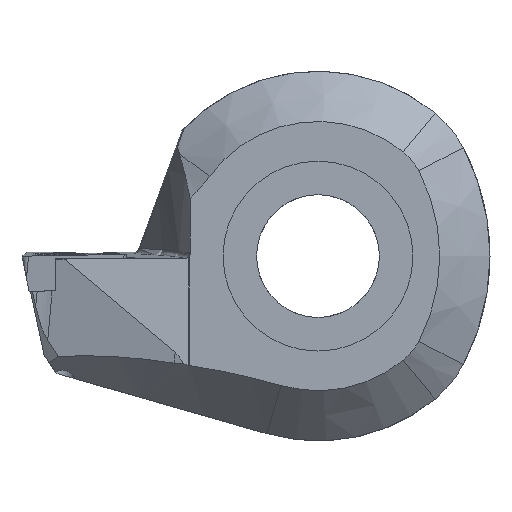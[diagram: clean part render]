
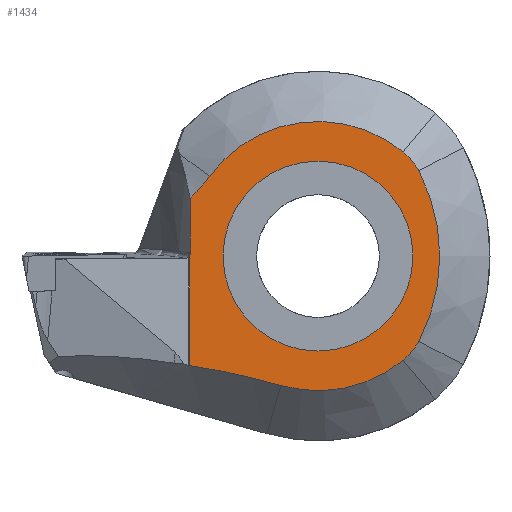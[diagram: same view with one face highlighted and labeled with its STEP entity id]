
A CAD part, left-side view. The second image highlights one B-rep face of the part: STEP entity #1434.
In plain terms, the highlighted planar face has unit normal (-1, 0, 0).
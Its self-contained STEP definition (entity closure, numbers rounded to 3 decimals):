
#57=FACE_BOUND('',#208,.T.);
#64=PLANE('',#1597);
#123=FACE_OUTER_BOUND('',#207,.T.);
#207=EDGE_LOOP('',(#973,#974,#975,#976,#977,#978,#979,#980,#981,#982));
#208=EDGE_LOOP('',(#983));
#298=ELLIPSE('',#1600,859.626,30.001);
#299=ELLIPSE('',#1601,0.51,0.5);
#320=CIRCLE('',#1598,12.05);
#321=CIRCLE('',#1599,14.5);
#322=CIRCLE('',#1602,64.5);
#323=CIRCLE('',#1603,12.05);
#324=CIRCLE('',#1604,5.5);
#325=CIRCLE('',#1605,16.4);
#326=CIRCLE('',#1606,5.5);
#327=CIRCLE('',#1607,8.5);
#386=LINE('',#2257,#494);
#494=VECTOR('',#1786,1000.);
#606=VERTEX_POINT('',#2248);
#608=VERTEX_POINT('',#2256);
#610=VERTEX_POINT('',#2267);
#611=VERTEX_POINT('',#2268);
#612=VERTEX_POINT('',#2270);
#613=VERTEX_POINT('',#2272);
#614=VERTEX_POINT('',#2275);
#615=VERTEX_POINT('',#2277);
#616=VERTEX_POINT('',#2279);
#617=VERTEX_POINT('',#2281);
#618=VERTEX_POINT('',#2284);
#750=EDGE_CURVE('',#606,#608,#386,.T.);
#753=EDGE_CURVE('',#610,#611,#320,.T.);
#754=EDGE_CURVE('',#611,#612,#321,.T.);
#755=EDGE_CURVE('',#613,#612,#298,.T.);
#756=EDGE_CURVE('',#613,#608,#299,.T.);
#757=EDGE_CURVE('',#614,#606,#322,.T.);
#758=EDGE_CURVE('',#615,#614,#323,.T.);
#759=EDGE_CURVE('',#616,#615,#324,.T.);
#760=EDGE_CURVE('',#616,#617,#325,.T.);
#761=EDGE_CURVE('',#617,#610,#326,.T.);
#762=EDGE_CURVE('',#618,#618,#327,.T.);
#973=ORIENTED_EDGE('',*,*,#753,.T.);
#974=ORIENTED_EDGE('',*,*,#754,.T.);
#975=ORIENTED_EDGE('',*,*,#755,.F.);
#976=ORIENTED_EDGE('',*,*,#756,.T.);
#977=ORIENTED_EDGE('',*,*,#750,.F.);
#978=ORIENTED_EDGE('',*,*,#757,.F.);
#979=ORIENTED_EDGE('',*,*,#758,.F.);
#980=ORIENTED_EDGE('',*,*,#759,.F.);
#981=ORIENTED_EDGE('',*,*,#760,.T.);
#982=ORIENTED_EDGE('',*,*,#761,.T.);
#983=ORIENTED_EDGE('',*,*,#762,.T.);
#1434=ADVANCED_FACE('',(#123,#57),#64,.F.);
#1597=AXIS2_PLACEMENT_3D('',#2266,#1788,#1789);
#1598=AXIS2_PLACEMENT_3D('',#2269,#1790,#1791);
#1599=AXIS2_PLACEMENT_3D('',#2271,#1792,#1793);
#1600=AXIS2_PLACEMENT_3D('',#2273,#1794,#1795);
#1601=AXIS2_PLACEMENT_3D('',#2274,#1796,#1797);
#1602=AXIS2_PLACEMENT_3D('',#2276,#1798,#1799);
#1603=AXIS2_PLACEMENT_3D('',#2278,#1800,#1801);
#1604=AXIS2_PLACEMENT_3D('',#2280,#1802,#1803);
#1605=AXIS2_PLACEMENT_3D('',#2282,#1804,#1805);
#1606=AXIS2_PLACEMENT_3D('',#2283,#1806,#1807);
#1607=AXIS2_PLACEMENT_3D('',#2285,#1808,#1809);
#1786=DIRECTION('',(0.,0.,1.));
#1788=DIRECTION('center_axis',(1.,0.,0.));
#1789=DIRECTION('ref_axis',(0.,1.,0.));
#1790=DIRECTION('center_axis',(-1.,0.,0.));
#1791=DIRECTION('ref_axis',(0.,1.,0.));
#1792=DIRECTION('center_axis',(1.,0.,0.));
#1793=DIRECTION('ref_axis',(0.,1.,0.));
#1794=DIRECTION('center_axis',(-1.,0.,0.));
#1795=DIRECTION('ref_axis',(0.,0.,-1.));
#1796=DIRECTION('center_axis',(1.,0.,0.));
#1797=DIRECTION('ref_axis',(0.,0.985,0.173));
#1798=DIRECTION('center_axis',(-1.,0.,0.));
#1799=DIRECTION('ref_axis',(0.,1.,0.));
#1800=DIRECTION('center_axis',(1.,0.,0.));
#1801=DIRECTION('ref_axis',(0.,1.,0.));
#1802=DIRECTION('center_axis',(1.,0.,0.));
#1803=DIRECTION('ref_axis',(0.,1.,0.));
#1804=DIRECTION('center_axis',(-1.,0.,0.));
#1805=DIRECTION('ref_axis',(0.,1.,0.));
#1806=DIRECTION('center_axis',(-1.,0.,0.));
#1807=DIRECTION('ref_axis',(0.,1.,0.));
#1808=DIRECTION('center_axis',(1.,0.,0.));
#1809=DIRECTION('ref_axis',(0.,1.,0.));
#2248=CARTESIAN_POINT('',(-10.,11.5,-9.803));
#2256=CARTESIAN_POINT('',(-10.,11.5,0.029));
#2257=CARTESIAN_POINT('',(-10.,11.5,-16.55));
#2266=CARTESIAN_POINT('Origin',(-10.,11.5,-16.55));
#2267=CARTESIAN_POINT('',(-10.,-7.636,9.322));
#2268=CARTESIAN_POINT('',(-10.,9.702,7.147));
#2269=CARTESIAN_POINT('Origin',(-10.,0.,0.));
#2270=CARTESIAN_POINT('',(-10.,11.451,5.176));
#2271=CARTESIAN_POINT('Origin',(-10.,21.377,15.746));
#2272=CARTESIAN_POINT('',(-10.,11.416,0.307));
#2273=CARTESIAN_POINT('Origin',(-10.,40.832,-168.562));
#2274=CARTESIAN_POINT('Origin',(-10.,11.926,0.307));
#2275=CARTESIAN_POINT('',(-10.,3.321,-11.583));
#2276=CARTESIAN_POINT('Origin',(-10.,21.1,-73.585));
#2277=CARTESIAN_POINT('',(-10.,-7.636,-9.322));
#2278=CARTESIAN_POINT('Origin',(-10.,0.,0.));
#2279=CARTESIAN_POINT('',(-10.,-9.02,-7.624));
#2280=CARTESIAN_POINT('Origin',(-10.,-4.151,-5.067));
#2281=CARTESIAN_POINT('',(-10.,-9.02,7.624));
#2282=CARTESIAN_POINT('Origin',(-10.,5.5,0.));
#2283=CARTESIAN_POINT('Origin',(-10.,-4.151,5.067));
#2284=CARTESIAN_POINT('',(-10.,0.,8.5));
#2285=CARTESIAN_POINT('Origin',(-10.,0.,0.));
